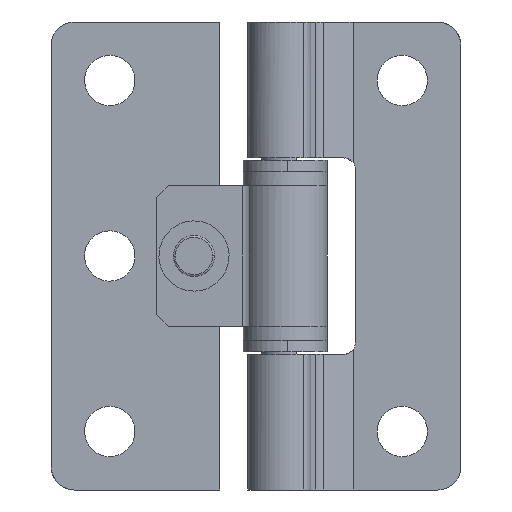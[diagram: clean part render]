
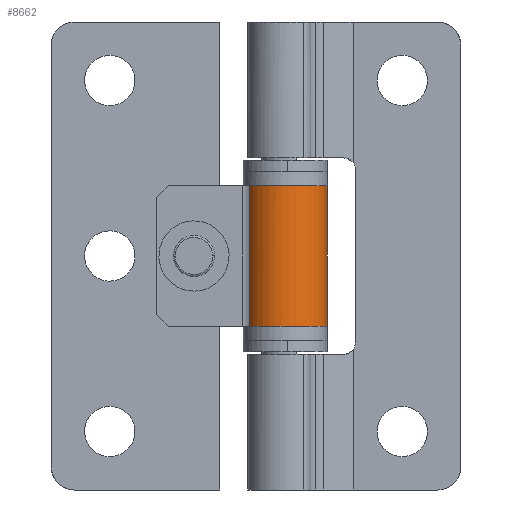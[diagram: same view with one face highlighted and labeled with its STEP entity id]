
A CAD part, front view. The second image highlights one B-rep face of the part: STEP entity #8662.
In plain terms, the highlighted free-form (B-spline) face has degree [1, 2] with [2, 7] control points.
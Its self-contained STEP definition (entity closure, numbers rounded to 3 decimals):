
#8193=CARTESIAN_POINT('',(-3.065,-1.889,26.0));
#8194=VERTEX_POINT('',#8193);
#8208=CARTESIAN_POINT('',(0.194,3.595,26.0));
#8209=VERTEX_POINT('',#8208);
#8210=CARTESIAN_POINT('',(0.194,3.595,26.0));
#8211=CARTESIAN_POINT('',(0.483,3.579,26.));
#8212=CARTESIAN_POINT('',(0.922,3.502,26.));
#8213=CARTESIAN_POINT('',(1.482,3.292,26.));
#8214=CARTESIAN_POINT('',(1.933,3.053,26.));
#8215=CARTESIAN_POINT('',(2.407,2.703,26.));
#8216=CARTESIAN_POINT('',(2.845,2.238,26.));
#8217=CARTESIAN_POINT('',(3.238,1.63,26.));
#8218=CARTESIAN_POINT('',(3.48,1.007,26.));
#8219=CARTESIAN_POINT('',(3.598,0.351,26.));
#8220=CARTESIAN_POINT('',(3.608,-0.16,26.));
#8221=CARTESIAN_POINT('',(3.54,-0.735,26.));
#8222=CARTESIAN_POINT('',(3.379,-1.302,26.));
#8223=CARTESIAN_POINT('',(3.107,-1.847,26.));
#8224=CARTESIAN_POINT('',(2.772,-2.319,26.));
#8225=CARTESIAN_POINT('',(2.322,-2.784,26.));
#8226=CARTESIAN_POINT('',(1.778,-3.155,26.));
#8227=CARTESIAN_POINT('',(1.23,-3.395,26.));
#8228=CARTESIAN_POINT('',(0.72,-3.542,26.));
#8229=CARTESIAN_POINT('',(0.059,-3.627,26.));
#8230=CARTESIAN_POINT('',(-0.588,-3.572,26.));
#8231=CARTESIAN_POINT('',(-1.202,-3.406,26.));
#8232=CARTESIAN_POINT('',(-1.637,-3.22,26.));
#8233=CARTESIAN_POINT('',(-2.082,-2.95,26.));
#8234=CARTESIAN_POINT('',(-2.579,-2.55,26.));
#8235=CARTESIAN_POINT('',(-2.898,-2.159,26.));
#8236=CARTESIAN_POINT('',(-3.065,-1.889,26.0));
#8237=B_SPLINE_CURVE_WITH_KNOTS('',3,(#8210,#8211,#8212,#8213,#8214,#8215,#8216,#8217,#8218,#8219,#8220,#8221,#8222,#8223,#8224,#8225,#8226,#8227,#8228,#8229,#8230,#8231,#8232,#8233,#8234,#8235,#8236),.UNSPECIFIED.,.F.,.U.,(4,1,1,1,1,1,1,1,1,1,1,1,1,1,1,1,1,1,1,1,1,1,1,1,4),(0.,0.866,1.328,1.79,2.396,3.089,3.695,4.561,5.081,5.687,6.092,6.813,7.448,7.91,8.546,9.383,9.874,10.335,10.971,11.866,12.27,12.876,13.28,13.829,14.781),.UNSPECIFIED.);
#8238=EDGE_CURVE('',#8209,#8194,#8237,.T.);
#8331=CARTESIAN_POINT('',(0.194,3.595,14.));
#8332=VERTEX_POINT('',#8331);
#8338=CARTESIAN_POINT('',(-3.065,-1.889,14.));
#8339=VERTEX_POINT('',#8338);
#8340=CARTESIAN_POINT('',(0.194,3.595,14.));
#8341=CARTESIAN_POINT('',(0.435,3.582,14.));
#8342=CARTESIAN_POINT('',(0.826,3.521,14.));
#8343=CARTESIAN_POINT('',(1.44,3.318,14.));
#8344=CARTESIAN_POINT('',(1.936,3.056,14.));
#8345=CARTESIAN_POINT('',(2.441,2.668,14.));
#8346=CARTESIAN_POINT('',(2.845,2.238,14.));
#8347=CARTESIAN_POINT('',(3.238,1.63,14.));
#8348=CARTESIAN_POINT('',(3.48,1.007,14.));
#8349=CARTESIAN_POINT('',(3.589,0.399,14.));
#8350=CARTESIAN_POINT('',(3.61,-0.112,14.));
#8351=CARTESIAN_POINT('',(3.563,-0.582,14.));
#8352=CARTESIAN_POINT('',(3.446,-1.08,14.));
#8353=CARTESIAN_POINT('',(3.252,-1.584,14.));
#8354=CARTESIAN_POINT('',(2.961,-2.074,14.));
#8355=CARTESIAN_POINT('',(2.603,-2.505,14.));
#8356=CARTESIAN_POINT('',(2.245,-2.828,14.));
#8357=CARTESIAN_POINT('',(1.84,-3.106,14.));
#8358=CARTESIAN_POINT('',(1.367,-3.348,14.));
#8359=CARTESIAN_POINT('',(0.778,-3.536,14.));
#8360=CARTESIAN_POINT('',(0.116,-3.619,14.));
#8361=CARTESIAN_POINT('',(-0.462,-3.584,14.));
#8362=CARTESIAN_POINT('',(-0.991,-3.472,14.));
#8363=CARTESIAN_POINT('',(-1.436,-3.314,14.));
#8364=CARTESIAN_POINT('',(-1.958,-3.042,14.));
#8365=CARTESIAN_POINT('',(-2.536,-2.603,14.));
#8366=CARTESIAN_POINT('',(-2.898,-2.159,14.));
#8367=CARTESIAN_POINT('',(-3.065,-1.889,14.));
#8368=B_SPLINE_CURVE_WITH_KNOTS('',3,(#8340,#8341,#8342,#8343,#8344,#8345,#8346,#8347,#8348,#8349,#8350,#8351,#8352,#8353,#8354,#8355,#8356,#8357,#8358,#8359,#8360,#8361,#8362,#8363,#8364,#8365,#8366,#8367),.UNSPECIFIED.,.F.,.U.,(4,1,1,1,1,1,1,1,1,1,1,1,1,1,1,1,1,1,1,1,1,1,1,1,1,4),(0.,0.722,1.184,1.934,2.396,3.089,3.695,4.561,5.081,5.543,6.092,6.496,7.073,7.708,8.199,8.748,9.152,9.671,10.335,10.999,11.663,12.068,12.616,13.078,13.829,14.781),.UNSPECIFIED.);
#8369=EDGE_CURVE('',#8332,#8339,#8368,.T.);
#8393=CARTESIAN_POINT('',(0.194,3.595,14.));
#8394=CARTESIAN_POINT('',(0.194,3.595,26.0));
#8395=QUASI_UNIFORM_CURVE('',1,(#8393,#8394),.UNSPECIFIED.,.F.,.U.);
#8396=EDGE_CURVE('',#8332,#8209,#8395,.T.);
#8626=CARTESIAN_POINT('',(-3.065,-1.889,14.));
#8627=CARTESIAN_POINT('',(-3.065,-1.889,26.0));
#8628=QUASI_UNIFORM_CURVE('',1,(#8626,#8627),.UNSPECIFIED.,.F.,.U.);
#8629=EDGE_CURVE('',#8339,#8194,#8628,.T.);
#8634=CARTESIAN_POINT('',(0.1,3.599,13.7));
#8635=CARTESIAN_POINT('',(0.1,3.599,26.308));
#8636=CARTESIAN_POINT('',(3.12,3.514,13.7));
#8637=CARTESIAN_POINT('',(3.12,3.514,26.308));
#8638=CARTESIAN_POINT('',(3.561,0.526,13.7));
#8639=CARTESIAN_POINT('',(3.561,0.526,26.308));
#8640=CARTESIAN_POINT('',(4.003,-2.462,13.7));
#8641=CARTESIAN_POINT('',(4.003,-2.462,26.308));
#8642=CARTESIAN_POINT('',(1.137,-3.416,13.7));
#8643=CARTESIAN_POINT('',(1.137,-3.416,26.308));
#8644=CARTESIAN_POINT('',(-1.73,-4.37,13.7));
#8645=CARTESIAN_POINT('',(-1.73,-4.37,26.308));
#8646=CARTESIAN_POINT('',(-3.167,-1.712,13.7));
#8647=CARTESIAN_POINT('',(-3.167,-1.712,26.308));
#8655=(BOUNDED_SURFACE()B_SPLINE_SURFACE(1,2,((#8634,#8636,#8638,#8640,#8642,#8644,#8646),(#8635,#8637,#8639,#8641,#8643,#8645,#8647)),.UNSPECIFIED.,.F.,.F.,.U.)B_SPLINE_SURFACE_WITH_KNOTS((2,2),(3,2,2,3),(0.0,12.607),(0.0,5.241,10.482,15.724),.UNSPECIFIED.)GEOMETRIC_REPRESENTATION_ITEM()RATIONAL_B_SPLINE_SURFACE(((1.0,0.766,1.0,0.766,1.0,0.766,1.0),(1.0,0.766,1.0,0.766,1.0,0.766,1.0)))REPRESENTATION_ITEM('')SURFACE());
#8656=ORIENTED_EDGE('',*,*,#8238,.T.);
#8657=ORIENTED_EDGE('',*,*,#8629,.F.);
#8658=ORIENTED_EDGE('',*,*,#8369,.F.);
#8659=ORIENTED_EDGE('',*,*,#8396,.T.);
#8660=EDGE_LOOP('',(#8656,#8657,#8658,#8659));
#8661=FACE_OUTER_BOUND('',#8660,.T.);
#8662=ADVANCED_FACE('',(#8661),#8655,.T.);
